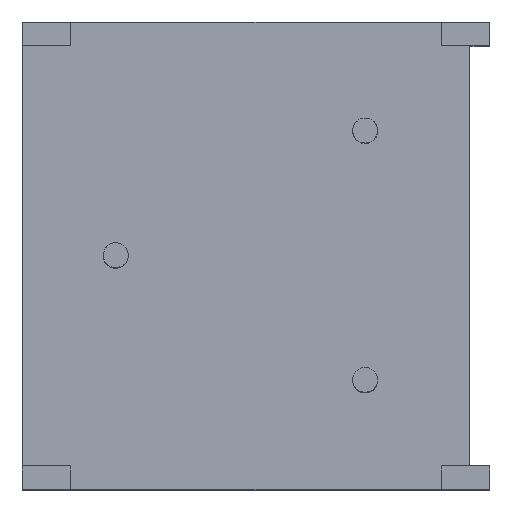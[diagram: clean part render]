
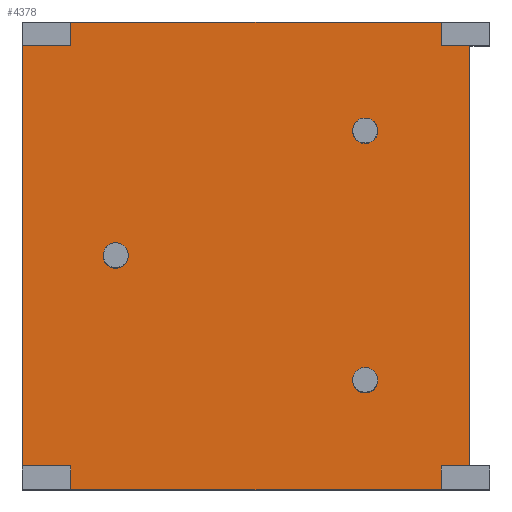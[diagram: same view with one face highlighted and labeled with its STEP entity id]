
A CAD part, top view. The second image highlights one B-rep face of the part: STEP entity #4378.
In plain terms, the highlighted free-form (B-spline) face has degree [1, 1] with [2, 2] control points.
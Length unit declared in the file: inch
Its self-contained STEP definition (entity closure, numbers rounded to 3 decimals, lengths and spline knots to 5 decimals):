
#21=DIRECTION('',(-1.,0.,0.));
#22=VECTOR('',#21,0.023);
#23=CARTESIAN_POINT('',(0.174,-0.1685,0.));
#24=LINE('',#23,#22);
#29=DIRECTION('',(0.,1.,0.));
#30=VECTOR('',#29,0.019);
#31=CARTESIAN_POINT('',(0.151,-0.1875,0.));
#32=LINE('',#31,#30);
#36=DIRECTION('',(0.,1.,0.));
#37=VECTOR('',#36,0.019);
#38=CARTESIAN_POINT('',(-0.146,-0.1875,0.));
#39=LINE('',#38,#37);
#43=DIRECTION('',(1.,0.,0.));
#44=VECTOR('',#43,0.039);
#45=CARTESIAN_POINT('',(-0.185,-0.1685,0.));
#46=LINE('',#45,#44);
#50=DIRECTION('',(0.,1.,0.));
#51=VECTOR('',#50,0.337);
#52=CARTESIAN_POINT('',(-0.185,-0.1685,0.));
#53=LINE('',#52,#51);
#57=DIRECTION('',(1.,0.,0.));
#58=VECTOR('',#57,0.039);
#59=CARTESIAN_POINT('',(-0.185,0.1685,0.));
#60=LINE('',#59,#58);
#64=DIRECTION('',(0.,-1.,0.));
#65=VECTOR('',#64,0.019);
#66=CARTESIAN_POINT('',(-0.146,0.1875,0.));
#67=LINE('',#66,#65);
#71=DIRECTION('',(0.,-1.,0.));
#72=VECTOR('',#71,0.019);
#73=CARTESIAN_POINT('',(0.151,0.1875,0.));
#74=LINE('',#73,#72);
#78=DIRECTION('',(-1.,0.,0.));
#79=VECTOR('',#78,0.023);
#80=CARTESIAN_POINT('',(0.174,0.1685,0.));
#81=LINE('',#80,#79);
#85=CARTESIAN_POINT('',(0.09,-0.1,0.));
#86=DIRECTION('',(0.,0.,1.));
#87=DIRECTION('',(0.,1.,0.));
#88=AXIS2_PLACEMENT_3D('',#85,#86,#87);
#93=CARTESIAN_POINT('',(0.09,-0.1,0.));
#94=DIRECTION('',(0.,0.,1.));
#95=DIRECTION('',(0.,-1.,0.));
#96=AXIS2_PLACEMENT_3D('',#93,#94,#95);
#101=CARTESIAN_POINT('',(0.09,0.1,0.));
#102=DIRECTION('',(0.,0.,1.));
#103=DIRECTION('',(0.,1.,0.));
#104=AXIS2_PLACEMENT_3D('',#101,#102,#103);
#109=CARTESIAN_POINT('',(0.09,0.1,0.));
#110=DIRECTION('',(0.,0.,1.));
#111=DIRECTION('',(0.,-1.,0.));
#112=AXIS2_PLACEMENT_3D('',#109,#110,#111);
#117=CARTESIAN_POINT('',(-0.11,0.,0.));
#118=DIRECTION('',(0.,0.,1.));
#119=DIRECTION('',(0.,1.,0.));
#120=AXIS2_PLACEMENT_3D('',#117,#118,#119);
#125=CARTESIAN_POINT('',(-0.11,0.,0.));
#126=DIRECTION('',(0.,0.,1.));
#127=DIRECTION('',(0.,-1.,0.));
#128=AXIS2_PLACEMENT_3D('',#125,#126,#127);
#133=DIRECTION('',(0.,1.,0.));
#134=VECTOR('',#133,0.337);
#135=CARTESIAN_POINT('',(0.174,-0.1685,0.));
#136=LINE('',#135,#134);
#175=DIRECTION('',(-1.,0.,0.));
#176=VECTOR('',#175,0.297);
#177=CARTESIAN_POINT('',(0.151,0.1875,0.));
#178=LINE('',#177,#176);
#259=DIRECTION('',(1.,0.,0.));
#260=VECTOR('',#259,0.297);
#261=CARTESIAN_POINT('',(-0.146,-0.1875,0.));
#262=LINE('',#261,#260);
#3741=CARTESIAN_POINT('',(0.151,0.1875,0.));
#3742=CARTESIAN_POINT('',(0.151,0.1685,0.));
#3743=VERTEX_POINT('',#3741);
#3744=VERTEX_POINT('',#3742);
#3745=CARTESIAN_POINT('',(0.174,0.1685,0.));
#3746=VERTEX_POINT('',#3745);
#3747=CARTESIAN_POINT('',(-0.146,0.1875,0.));
#3748=CARTESIAN_POINT('',(-0.146,0.1685,0.));
#3749=VERTEX_POINT('',#3747);
#3750=VERTEX_POINT('',#3748);
#3751=CARTESIAN_POINT('',(-0.185,0.1685,0.));
#3752=VERTEX_POINT('',#3751);
#3753=CARTESIAN_POINT('',(-0.146,-0.1875,0.));
#3754=CARTESIAN_POINT('',(-0.146,-0.1685,0.));
#3755=VERTEX_POINT('',#3753);
#3756=VERTEX_POINT('',#3754);
#3757=CARTESIAN_POINT('',(-0.185,-0.1685,0.));
#3758=VERTEX_POINT('',#3757);
#3759=CARTESIAN_POINT('',(0.151,-0.1875,0.));
#3760=CARTESIAN_POINT('',(0.151,-0.1685,0.));
#3761=VERTEX_POINT('',#3759);
#3762=VERTEX_POINT('',#3760);
#3763=CARTESIAN_POINT('',(0.174,-0.1685,0.));
#3764=VERTEX_POINT('',#3763);
#4317=CARTESIAN_POINT('',(0.09,-0.09,0.));
#4318=CARTESIAN_POINT('',(0.09,-0.11,0.));
#4319=VERTEX_POINT('',#4317);
#4320=VERTEX_POINT('',#4318);
#4321=CARTESIAN_POINT('',(0.09,0.11,0.));
#4322=CARTESIAN_POINT('',(0.09,0.09,0.));
#4323=VERTEX_POINT('',#4321);
#4324=VERTEX_POINT('',#4322);
#4325=CARTESIAN_POINT('',(-0.11,0.01,0.));
#4326=CARTESIAN_POINT('',(-0.11,-0.01,0.));
#4327=VERTEX_POINT('',#4325);
#4328=VERTEX_POINT('',#4326);
#4329=CARTESIAN_POINT('',(-0.19218,0.195,0.));
#4330=CARTESIAN_POINT('',(-0.19218,-0.195,0.));
#4331=CARTESIAN_POINT('',(0.18118,0.195,0.));
#4332=CARTESIAN_POINT('',(0.18118,-0.195,0.));
#4333=B_SPLINE_SURFACE_WITH_KNOTS('',1,1,((#4329,#4330),(#4331,#4332)),
.UNSPECIFIED.,.F.,.F.,.F.,(2,2),(2,2),(-0.19218,0.18118),(-0.195,0.195),
.UNSPECIFIED.);
#4335=ORIENTED_EDGE('',*,*,#4334,.F.);
#4337=ORIENTED_EDGE('',*,*,#4336,.T.);
#4339=ORIENTED_EDGE('',*,*,#4338,.F.);
#4341=ORIENTED_EDGE('',*,*,#4340,.F.);
#4343=ORIENTED_EDGE('',*,*,#4342,.T.);
#4345=ORIENTED_EDGE('',*,*,#4344,.F.);
#4347=ORIENTED_EDGE('',*,*,#4346,.T.);
#4349=ORIENTED_EDGE('',*,*,#4348,.T.);
#4351=ORIENTED_EDGE('',*,*,#4350,.F.);
#4353=ORIENTED_EDGE('',*,*,#4352,.F.);
#4355=ORIENTED_EDGE('',*,*,#4354,.T.);
#4357=ORIENTED_EDGE('',*,*,#4356,.F.);
#4358=EDGE_LOOP('',(#4335,#4337,#4339,#4341,#4343,#4345,#4347,#4349,#4351,#4353,
#4355,#4357));
#4359=FACE_OUTER_BOUND('',#4358,.F.);
#4361=ORIENTED_EDGE('',*,*,#4360,.T.);
#4363=ORIENTED_EDGE('',*,*,#4362,.T.);
#4364=EDGE_LOOP('',(#4361,#4363));
#4365=FACE_BOUND('',#4364,.F.);
#4367=ORIENTED_EDGE('',*,*,#4366,.T.);
#4369=ORIENTED_EDGE('',*,*,#4368,.T.);
#4370=EDGE_LOOP('',(#4367,#4369));
#4371=FACE_BOUND('',#4370,.F.);
#4373=ORIENTED_EDGE('',*,*,#4372,.T.);
#4375=ORIENTED_EDGE('',*,*,#4374,.T.);
#4376=EDGE_LOOP('',(#4373,#4375));
#4377=FACE_BOUND('',#4376,.F.);
#4378=ADVANCED_FACE('',(#4359,#4365,#4371,#4377),#4333,.F.);
#89=CIRCLE('',#88,0.01);
#97=CIRCLE('',#96,0.01);
#105=CIRCLE('',#104,0.01);
#113=CIRCLE('',#112,0.01);
#121=CIRCLE('',#120,0.01);
#129=CIRCLE('',#128,0.01);
#4334=EDGE_CURVE('',#3764,#3746,#136,.T.);
#4336=EDGE_CURVE('',#3764,#3762,#24,.T.);
#4338=EDGE_CURVE('',#3761,#3762,#32,.T.);
#4340=EDGE_CURVE('',#3755,#3761,#262,.T.);
#4342=EDGE_CURVE('',#3755,#3756,#39,.T.);
#4344=EDGE_CURVE('',#3758,#3756,#46,.T.);
#4346=EDGE_CURVE('',#3758,#3752,#53,.T.);
#4348=EDGE_CURVE('',#3752,#3750,#60,.T.);
#4350=EDGE_CURVE('',#3749,#3750,#67,.T.);
#4352=EDGE_CURVE('',#3743,#3749,#178,.T.);
#4354=EDGE_CURVE('',#3743,#3744,#74,.T.);
#4356=EDGE_CURVE('',#3746,#3744,#81,.T.);
#4360=EDGE_CURVE('',#4319,#4320,#89,.T.);
#4362=EDGE_CURVE('',#4320,#4319,#97,.T.);
#4366=EDGE_CURVE('',#4323,#4324,#105,.T.);
#4368=EDGE_CURVE('',#4324,#4323,#113,.T.);
#4372=EDGE_CURVE('',#4327,#4328,#121,.T.);
#4374=EDGE_CURVE('',#4328,#4327,#129,.T.);
